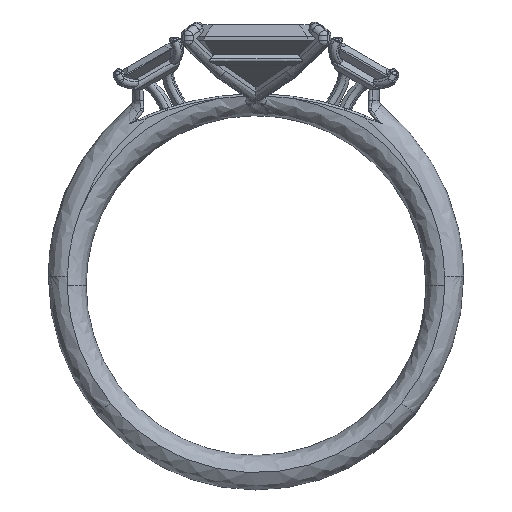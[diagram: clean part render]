
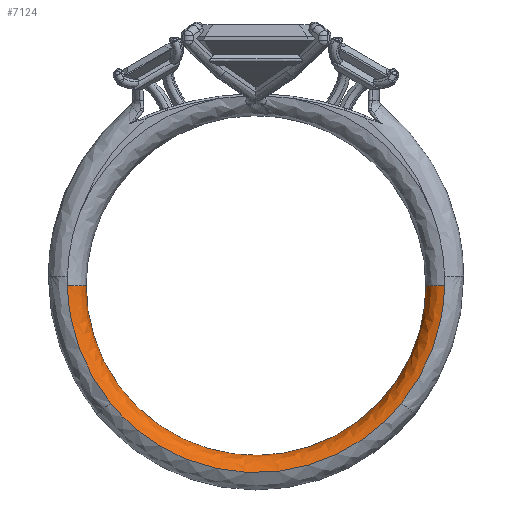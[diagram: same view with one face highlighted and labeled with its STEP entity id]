
A CAD part, top view. The second image highlights one B-rep face of the part: STEP entity #7124.
In plain terms, the highlighted free-form (B-spline) face has degree [2, 2] with [5, 3] control points.
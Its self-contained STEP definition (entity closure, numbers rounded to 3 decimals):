
#2599 = VERTEX_POINT('',#2600);
#2600 = CARTESIAN_POINT('',(-12.939,0.,
    2.149));
#2607 = EDGE_CURVE('',#2599,#2608,#2610,.T.);
#2608 = VERTEX_POINT('',#2609);
#2609 = CARTESIAN_POINT('',(-11.647,0.,0.719));
#2610 = ( BOUNDED_CURVE() B_SPLINE_CURVE(2,(#2611,#2612,#2613),
.UNSPECIFIED.,.F.,.F.) B_SPLINE_CURVE_WITH_KNOTS((3,3),(1.673,
3.142),.PIECEWISE_BEZIER_KNOTS.) CURVE() 
GEOMETRIC_REPRESENTATION_ITEM() RATIONAL_B_SPLINE_CURVE((1.,
0.742,1.)) REPRESENTATION_ITEM('') );
#2611 = CARTESIAN_POINT('',(-12.939,0.,
    2.149));
#2612 = CARTESIAN_POINT('',(-11.647,0.,
    2.017));
#2613 = CARTESIAN_POINT('',(-11.647,0.,
    0.719));
#2616 = VERTEX_POINT('',#2617);
#2617 = CARTESIAN_POINT('',(11.647,0.,
    0.719));
#2625 = EDGE_CURVE('',#2626,#2616,#2628,.T.);
#2626 = VERTEX_POINT('',#2627);
#2627 = CARTESIAN_POINT('',(12.939,0.,
    2.149));
#2628 = ( BOUNDED_CURVE() B_SPLINE_CURVE(2,(#2629,#2630,#2631),
.UNSPECIFIED.,.F.,.F.) B_SPLINE_CURVE_WITH_KNOTS((3,3),(3.244,
4.712),.PIECEWISE_BEZIER_KNOTS.) CURVE() 
GEOMETRIC_REPRESENTATION_ITEM() RATIONAL_B_SPLINE_CURVE((1.,
0.742,1.)) REPRESENTATION_ITEM('') );
#2629 = CARTESIAN_POINT('',(12.939,0.,2.149));
#2630 = CARTESIAN_POINT('',(11.647,0.,2.017));
#2631 = CARTESIAN_POINT('',(11.647,0.,0.719));
#2814 = EDGE_CURVE('',#2815,#2626,#2817,.T.);
#2815 = VERTEX_POINT('',#2816);
#2816 = CARTESIAN_POINT('',(9.984,-8.064,
    2.135));
#2817 = B_SPLINE_CURVE_WITH_KNOTS('',3,(#2818,#2819,#2820,#2821,#2822,
    #2823,#2824,#2825,#2826,#2827),.UNSPECIFIED.,.F.,.F.,(4,2,2,2,4),(
    0.001,0.002,0.004,
    0.005,0.007),.UNSPECIFIED.);
#2818 = CARTESIAN_POINT('',(9.984,-8.064,
    2.135));
#2819 = CARTESIAN_POINT('',(10.443,-7.495,
    2.135));
#2820 = CARTESIAN_POINT('',(10.856,-6.889,
    2.135));
#2821 = CARTESIAN_POINT('',(11.577,-5.612,
    2.137));
#2822 = CARTESIAN_POINT('',(11.881,-4.953,
    2.138));
#2823 = CARTESIAN_POINT('',(12.379,-3.592,
    2.141));
#2824 = CARTESIAN_POINT('',(12.574,-2.89,
    2.142));
#2825 = CARTESIAN_POINT('',(12.847,-1.447,
    2.146));
#2826 = CARTESIAN_POINT('',(12.922,-0.724,
    2.148));
#2827 = CARTESIAN_POINT('',(12.939,0.,
    2.149));
#2859 = EDGE_CURVE('',#2608,#2616,#2860,.T.);
#2860 = ( BOUNDED_CURVE() B_SPLINE_CURVE(2,(#2861,#2862,#2863,#2864,
#2865),.UNSPECIFIED.,.F.,.F.) B_SPLINE_CURVE_WITH_KNOTS((3,2,3),(
    3.142,4.712,6.283),
.PIECEWISE_BEZIER_KNOTS.) CURVE() GEOMETRIC_REPRESENTATION_ITEM() 
RATIONAL_B_SPLINE_CURVE((1.,0.707,1.,0.707,1.)) 
REPRESENTATION_ITEM('') );
#2861 = CARTESIAN_POINT('',(-11.647,0.,
    0.719));
#2862 = CARTESIAN_POINT('',(-11.647,-11.647,
    0.719));
#2863 = CARTESIAN_POINT('',(0.,-11.647,
    0.719));
#2864 = CARTESIAN_POINT('',(11.647,-11.647,
    0.719));
#2865 = CARTESIAN_POINT('',(11.647,0.,
    0.719));
#7124 = ADVANCED_FACE('',(#7125),#7152,.T.);
#7125 = FACE_BOUND('',#7126,.T.);
#7126 = EDGE_LOOP('',(#7127,#7128,#7143,#7149,#7150,#7151));
#7127 = ORIENTED_EDGE('',*,*,#2607,.F.);
#7128 = ORIENTED_EDGE('',*,*,#7129,.F.);
#7129 = EDGE_CURVE('',#7130,#2599,#7132,.T.);
#7130 = VERTEX_POINT('',#7131);
#7131 = CARTESIAN_POINT('',(-9.984,-8.064,
    2.135));
#7132 = B_SPLINE_CURVE_WITH_KNOTS('',3,(#7133,#7134,#7135,#7136,#7137,
    #7138,#7139,#7140,#7141,#7142),.UNSPECIFIED.,.F.,.F.,(4,2,2,2,4),(
    0.001,0.002,0.004,
    0.005,0.007),.UNSPECIFIED.);
#7133 = CARTESIAN_POINT('',(-9.984,-8.064,
    2.135));
#7134 = CARTESIAN_POINT('',(-10.443,-7.495,
    2.135));
#7135 = CARTESIAN_POINT('',(-10.856,-6.889,
    2.135));
#7136 = CARTESIAN_POINT('',(-11.577,-5.612,
    2.137));
#7137 = CARTESIAN_POINT('',(-11.881,-4.953,
    2.138));
#7138 = CARTESIAN_POINT('',(-12.379,-3.592,
    2.141));
#7139 = CARTESIAN_POINT('',(-12.574,-2.89,
    2.142));
#7140 = CARTESIAN_POINT('',(-12.847,-1.447,
    2.146));
#7141 = CARTESIAN_POINT('',(-12.922,-0.724,
    2.148));
#7142 = CARTESIAN_POINT('',(-12.939,0.,
    2.149));
#7143 = ORIENTED_EDGE('',*,*,#7144,.F.);
#7144 = EDGE_CURVE('',#2815,#7130,#7145,.T.);
#7145 = ( BOUNDED_CURVE() B_SPLINE_CURVE(2,(#7146,#7147,#7148),
.UNSPECIFIED.,.F.,.F.) B_SPLINE_CURVE_WITH_KNOTS((3,3),(3.821,
5.604),.PIECEWISE_BEZIER_KNOTS.) CURVE() 
GEOMETRIC_REPRESENTATION_ITEM() RATIONAL_B_SPLINE_CURVE((1.,
0.628,1.)) REPRESENTATION_ITEM('') );
#7146 = CARTESIAN_POINT('',(9.984,-8.064,
    2.135));
#7147 = CARTESIAN_POINT('',(0.,-20.425,
    2.135));
#7148 = CARTESIAN_POINT('',(-9.984,-8.064,
    2.135));
#7149 = ORIENTED_EDGE('',*,*,#2814,.T.);
#7150 = ORIENTED_EDGE('',*,*,#2625,.T.);
#7151 = ORIENTED_EDGE('',*,*,#2859,.F.);
#7152 = ( BOUNDED_SURFACE() B_SPLINE_SURFACE(2,2,(
    (#7153,#7154,#7155)
    ,(#7156,#7157,#7158)
    ,(#7159,#7160,#7161)
    ,(#7162,#7163,#7164)
    ,(#7165,#7166,#7167
)),.UNSPECIFIED.,.F.,.F.,.F.) B_SPLINE_SURFACE_WITH_KNOTS((3,2,3),(3,3),
  (3.142,4.712,6.283),(1.673,
    3.142),.PIECEWISE_BEZIER_KNOTS.) 
GEOMETRIC_REPRESENTATION_ITEM() RATIONAL_B_SPLINE_SURFACE((
    (1.,0.742,1.)
    ,(0.707,0.525,0.707)
    ,(1.,0.742,1.)
    ,(0.707,0.525,0.707)
,(1.,0.742,1.))) REPRESENTATION_ITEM('') SURFACE() );
#7153 = CARTESIAN_POINT('',(-12.939,0.,
    2.149));
#7154 = CARTESIAN_POINT('',(-11.647,0.,
    2.017));
#7155 = CARTESIAN_POINT('',(-11.647,0.,
    0.719));
#7156 = CARTESIAN_POINT('',(-12.939,-12.939,
    2.149));
#7157 = CARTESIAN_POINT('',(-11.647,-11.647,
    2.017));
#7158 = CARTESIAN_POINT('',(-11.647,-11.647,
    0.719));
#7159 = CARTESIAN_POINT('',(0.,-12.939,
    2.149));
#7160 = CARTESIAN_POINT('',(0.,-11.647,
    2.017));
#7161 = CARTESIAN_POINT('',(0.,-11.647,
    0.719));
#7162 = CARTESIAN_POINT('',(12.939,-12.939,
    2.149));
#7163 = CARTESIAN_POINT('',(11.647,-11.647,
    2.017));
#7164 = CARTESIAN_POINT('',(11.647,-11.647,
    0.719));
#7165 = CARTESIAN_POINT('',(12.939,0.,
    2.149));
#7166 = CARTESIAN_POINT('',(11.647,0.,
    2.017));
#7167 = CARTESIAN_POINT('',(11.647,0.,
    0.719));
